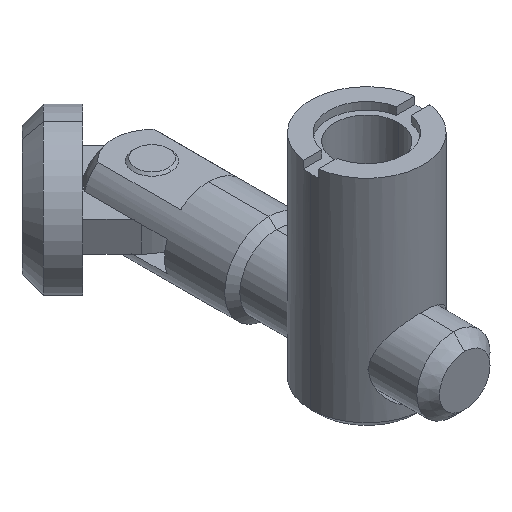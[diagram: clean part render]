
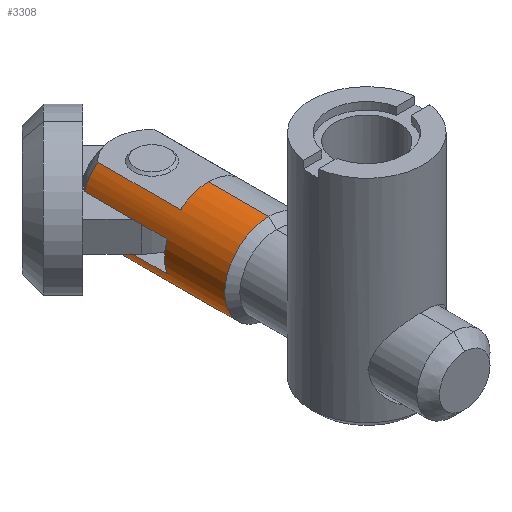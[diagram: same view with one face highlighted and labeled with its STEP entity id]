
A CAD part, isometric view. The second image highlights one B-rep face of the part: STEP entity #3308.
In plain terms, the highlighted cylindrical face has radius 5.85 mm (diameter 11.7 mm), a partial arc.
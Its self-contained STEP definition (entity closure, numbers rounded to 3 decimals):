
#32 = CARTESIAN_POINT ( 'NONE',  ( -23., -3.738, -4.5 ) ) ;
#38 = ORIENTED_EDGE ( 'NONE', *, *, #2287, .F. ) ;
#49 = EDGE_LOOP ( 'NONE', ( #38, #3118, #981, #1620, #2281, #1060, #3257, #1789, #1582, #1265, #2973, #2948 ) ) ;
#51 = EDGE_CURVE ( 'NONE', #364, #609, #1657, .T. ) ;
#79 = EDGE_CURVE ( 'NONE', #380, #1424, #1160, .T. ) ;
#102 = VERTEX_POINT ( 'NONE', #2225 ) ;
#106 = VERTEX_POINT ( 'NONE', #1957 ) ;
#131 = EDGE_CURVE ( 'NONE', #3178, #1714, #2915, .T. ) ;
#182 = EDGE_CURVE ( 'NONE', #1379, #1799, #945, .T. ) ;
#233 = DIRECTION ( 'NONE',  ( 0., 0., -1. ) ) ;
#315 = CARTESIAN_POINT ( 'NONE',  ( -9., -5.497, -2. ) ) ;
#333 = LINE ( 'NONE', #3289, #951 ) ;
#364 = VERTEX_POINT ( 'NONE', #1485 ) ;
#380 = VERTEX_POINT ( 'NONE', #2860 ) ;
#460 = CARTESIAN_POINT ( 'NONE',  ( -19.968, -5.497, 2. ) ) ;
#466 = VERTEX_POINT ( 'NONE', #1362 ) ;
#567 = DIRECTION ( 'NONE',  ( 1., 0., 0. ) ) ;
#582 = CARTESIAN_POINT ( 'NONE',  ( -23., 0., 5.85 ) ) ;
#609 = VERTEX_POINT ( 'NONE', #460 ) ;
#619 = VECTOR ( 'NONE', #891, 1000. ) ;
#652 = CIRCLE ( 'NONE', #2126, 5.85 ) ;
#718 = FACE_OUTER_BOUND ( 'NONE', #49, .T. ) ;
#760 = LINE ( 'NONE', #582, #2014 ) ;
#762 = LINE ( 'NONE', #1029, #2819 ) ;
#769 = DIRECTION ( 'NONE',  ( 1., 0., 0. ) ) ;
#803 = CARTESIAN_POINT ( 'NONE',  ( -1., 0., 5.85 ) ) ;
#807 = CARTESIAN_POINT ( 'NONE',  ( -23., 0., 0. ) ) ;
#880 = EDGE_CURVE ( 'NONE', #1799, #466, #1192, .T. ) ;
#891 = DIRECTION ( 'NONE',  ( -1., 0., 0. ) ) ;
#897 = DIRECTION ( 'NONE',  ( 1., 0., 0. ) ) ;
#926 = DIRECTION ( 'NONE',  ( 0., 0., -1. ) ) ;
#940 = DIRECTION ( 'NONE',  ( 1., 0., 0. ) ) ;
#942 = CARTESIAN_POINT ( 'NONE',  ( -9., 0., 0. ) ) ;
#945 = CIRCLE ( 'NONE', #2829, 5.85 ) ;
#951 = VECTOR ( 'NONE', #3071, 1000. ) ;
#980 = CARTESIAN_POINT ( 'NONE',  ( -23., -5.497, -2. ) ) ;
#981 = ORIENTED_EDGE ( 'NONE', *, *, #2621, .T. ) ;
#1016 = DIRECTION ( 'NONE',  ( 1., 0., 0. ) ) ;
#1024 = EDGE_CURVE ( 'NONE', #102, #3178, #762, .T. ) ;
#1029 = CARTESIAN_POINT ( 'NONE',  ( -23., 0., -5.85 ) ) ;
#1060 = ORIENTED_EDGE ( 'NONE', *, *, #182, .T. ) ;
#1160 = CIRCLE ( 'NONE', #2275, 5.85 ) ;
#1192 = LINE ( 'NONE', #980, #619 ) ;
#1265 = ORIENTED_EDGE ( 'NONE', *, *, #3353, .T. ) ;
#1362 = CARTESIAN_POINT ( 'NONE',  ( -19.968, -5.497, -2. ) ) ;
#1379 = VERTEX_POINT ( 'NONE', #2950 ) ;
#1424 = VERTEX_POINT ( 'NONE', #2610 ) ;
#1485 = CARTESIAN_POINT ( 'NONE',  ( -19.968, -3.738, 4.5 ) ) ;
#1503 = DIRECTION ( 'NONE',  ( 0., 0., -1. ) ) ;
#1517 = DIRECTION ( 'NONE',  ( 1., 0., 0. ) ) ;
#1571 = CARTESIAN_POINT ( 'NONE',  ( -19.968, 0., 0. ) ) ;
#1582 = ORIENTED_EDGE ( 'NONE', *, *, #1807, .T. ) ;
#1620 = ORIENTED_EDGE ( 'NONE', *, *, #51, .T. ) ;
#1657 = CIRCLE ( 'NONE', #2530, 5.85 ) ;
#1705 = DIRECTION ( 'NONE',  ( 0., 0., 1. ) ) ;
#1714 = VERTEX_POINT ( 'NONE', #803 ) ;
#1717 = DIRECTION ( 'NONE',  ( -1., 0., 0. ) ) ;
#1722 = CARTESIAN_POINT ( 'NONE',  ( -1., 0., 0. ) ) ;
#1756 = DIRECTION ( 'NONE',  ( 0., 0., -1. ) ) ;
#1789 = ORIENTED_EDGE ( 'NONE', *, *, #1984, .T. ) ;
#1799 = VERTEX_POINT ( 'NONE', #315 ) ;
#1807 = EDGE_CURVE ( 'NONE', #1968, #106, #3107, .T. ) ;
#1845 = VECTOR ( 'NONE', #2712, 1000. ) ;
#1851 = CARTESIAN_POINT ( 'NONE',  ( -9., 0., 0. ) ) ;
#1931 = AXIS2_PLACEMENT_3D ( 'NONE', #1722, #1717, #1705 ) ;
#1957 = CARTESIAN_POINT ( 'NONE',  ( -9., -3.738, -4.5 ) ) ;
#1968 = VERTEX_POINT ( 'NONE', #2501 ) ;
#1984 = EDGE_CURVE ( 'NONE', #466, #1968, #2247, .T. ) ;
#2014 = VECTOR ( 'NONE', #567, 1000. ) ;
#2126 = AXIS2_PLACEMENT_3D ( 'NONE', #1851, #897, #1756 ) ;
#2194 = DIRECTION ( 'NONE',  ( 0., 0., -1. ) ) ;
#2207 = DIRECTION ( 'NONE',  ( 1., 0., 0. ) ) ;
#2217 = CARTESIAN_POINT ( 'NONE',  ( -9., 0., 0. ) ) ;
#2225 = CARTESIAN_POINT ( 'NONE',  ( -9., 0., -5.85 ) ) ;
#2247 = CIRCLE ( 'NONE', #3124, 5.85 ) ;
#2271 = AXIS2_PLACEMENT_3D ( 'NONE', #807, #769, #233 ) ;
#2275 = AXIS2_PLACEMENT_3D ( 'NONE', #2217, #2207, #2194 ) ;
#2281 = ORIENTED_EDGE ( 'NONE', *, *, #3182, .T. ) ;
#2287 = EDGE_CURVE ( 'NONE', #380, #1714, #760, .T. ) ;
#2459 = DIRECTION ( 'NONE',  ( 0., 0., -1. ) ) ;
#2468 = DIRECTION ( 'NONE',  ( 1., 0., 0. ) ) ;
#2472 = CARTESIAN_POINT ( 'NONE',  ( -19.968, 0., 0. ) ) ;
#2479 = VECTOR ( 'NONE', #3358, 1000. ) ;
#2501 = CARTESIAN_POINT ( 'NONE',  ( -19.968, -3.738, -4.5 ) ) ;
#2530 = AXIS2_PLACEMENT_3D ( 'NONE', #2472, #2468, #2459 ) ;
#2610 = CARTESIAN_POINT ( 'NONE',  ( -9., -3.738, 4.5 ) ) ;
#2621 = EDGE_CURVE ( 'NONE', #1424, #364, #3138, .T. ) ;
#2700 = CYLINDRICAL_SURFACE ( 'NONE', #2271, 5.85 ) ;
#2712 = DIRECTION ( 'NONE',  ( -1., 0., 0. ) ) ;
#2819 = VECTOR ( 'NONE', #1016, 1000. ) ;
#2829 = AXIS2_PLACEMENT_3D ( 'NONE', #942, #940, #926 ) ;
#2860 = CARTESIAN_POINT ( 'NONE',  ( -9., 0., 5.85 ) ) ;
#2915 = CIRCLE ( 'NONE', #1931, 5.85 ) ;
#2948 = ORIENTED_EDGE ( 'NONE', *, *, #131, .T. ) ;
#2950 = CARTESIAN_POINT ( 'NONE',  ( -9., -5.497, 2. ) ) ;
#2956 = CARTESIAN_POINT ( 'NONE',  ( -23., -3.738, 4.5 ) ) ;
#2973 = ORIENTED_EDGE ( 'NONE', *, *, #1024, .T. ) ;
#3071 = DIRECTION ( 'NONE',  ( 1., 0., 0. ) ) ;
#3107 = LINE ( 'NONE', #32, #2479 ) ;
#3118 = ORIENTED_EDGE ( 'NONE', *, *, #79, .T. ) ;
#3124 = AXIS2_PLACEMENT_3D ( 'NONE', #1571, #1517, #1503 ) ;
#3138 = LINE ( 'NONE', #2956, #1845 ) ;
#3178 = VERTEX_POINT ( 'NONE', #3349 ) ;
#3182 = EDGE_CURVE ( 'NONE', #609, #1379, #333, .T. ) ;
#3257 = ORIENTED_EDGE ( 'NONE', *, *, #880, .T. ) ;
#3289 = CARTESIAN_POINT ( 'NONE',  ( -23., -5.497, 2. ) ) ;
#3308 = ADVANCED_FACE ( 'NONE', ( #718 ), #2700, .T. ) ;
#3349 = CARTESIAN_POINT ( 'NONE',  ( -1., 0., -5.85 ) ) ;
#3353 = EDGE_CURVE ( 'NONE', #106, #102, #652, .T. ) ;
#3358 = DIRECTION ( 'NONE',  ( 1., 0., 0. ) ) ;
